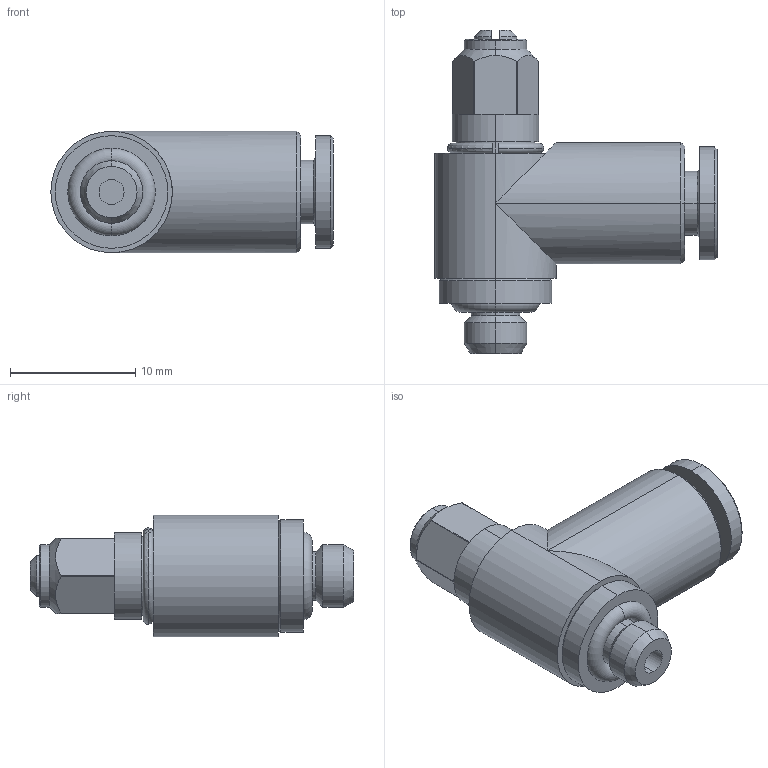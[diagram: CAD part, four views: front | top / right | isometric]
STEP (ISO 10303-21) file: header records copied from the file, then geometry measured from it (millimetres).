
FILE_DESCRIPTION (( 'STEP AP203' ), '1' );
FILE_NAME ('04280B10.STEP', '2010-05-04T08:45:33', ( '' ), ( 'sopra-pneumatic' ), 'SwSTEP 2.0', 'SolidWorks 2009', '' );
FILE_SCHEMA (( 'CONFIG_CONTROL_DESIGN' ));
Length unit declared in the file: millimetre
Products named in the file (1): 04280B10
Bounding box: 22.55 x 25.8 x 9.7 mm (x, y, z)
Volume: 1961.9 mm3; surface area: 1584.4 mm2
Topology: 2 solids, 4 shells, 102 faces, 218 edges, 136 vertices
Faces by surface type: plane 39, cylinder 37, cone 22, torus 4
Entity records: 2935 total; most frequent: CARTESIAN_POINT 603, DIRECTION 510, ORIENTED_EDGE 436, EDGE_CURVE 218, AXIS2_PLACEMENT_3D 211, VERTEX_POINT 136, EDGE_LOOP 114, CIRCLE 108
